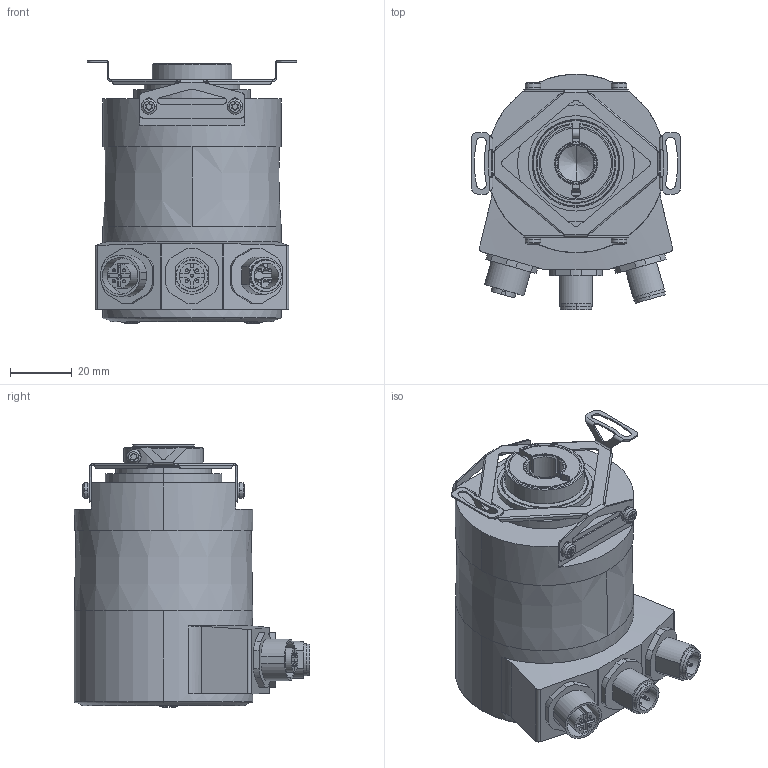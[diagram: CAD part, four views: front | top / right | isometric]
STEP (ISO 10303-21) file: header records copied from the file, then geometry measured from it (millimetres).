
FILE_DESCRIPTION((''),'2;1');
FILE_NAME('884647','2011-10-14T',('se2930'),(''),'PRO/ENGINEER BY PARAMETRIC TECHNOLOGY CORPORATION, 2010180','PRO/ENGINEER BY PARAMETRIC TECHNOLOGY CORPORATION, 2010180','');
FILE_SCHEMA(('CONFIG_CONTROL_DESIGN','SHAPE_APPEARANCE_LAYERS_GROUPS'));
Length unit declared in the file: millimetre
Products named in the file (1): 884647
Bounding box: 68 x 76.5 x 85.5 mm (x, y, z)
Volume: 206264.7 mm3; surface area: 31990 mm2
Topology: 1 solids, 1 shells, 737 faces, 1960 edges, 1246 vertices
Faces by surface type: cylinder 352, plane 281, cone 42, bspline 28, torus 17, sphere 17
Entity records: 24941 total; most frequent: CARTESIAN_POINT 6082, DIRECTION 4120, ORIENTED_EDGE 3876, EDGE_CURVE 1938, AXIS2_PLACEMENT_3D 1583, VERTEX_POINT 1246, VECTOR 954, LINE 954
